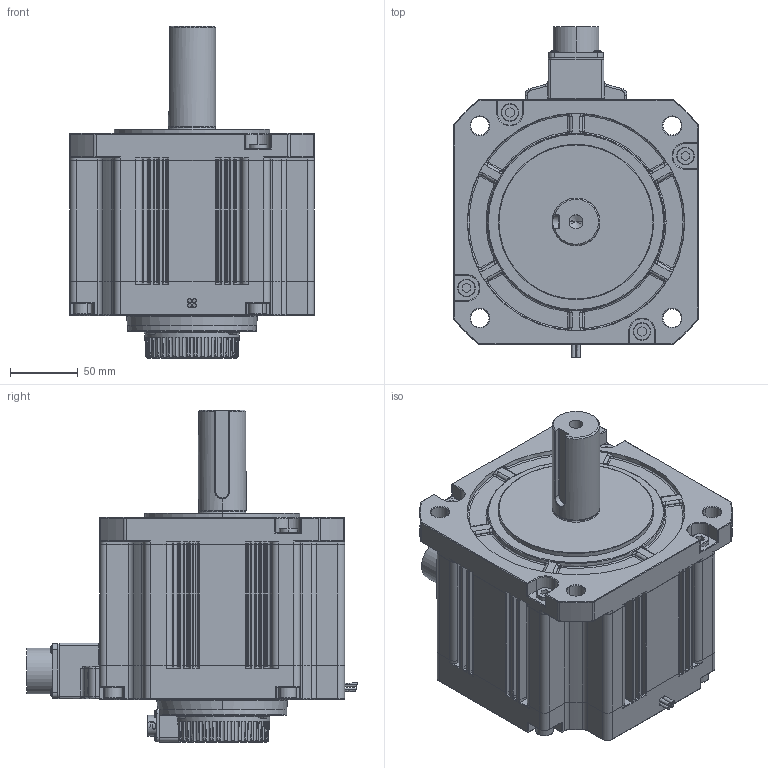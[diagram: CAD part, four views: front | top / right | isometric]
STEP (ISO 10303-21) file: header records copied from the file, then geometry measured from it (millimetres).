
FILE_DESCRIPTION (( 'STEP AP203' ), '1' );
FILE_NAME ('SV-X2MG290A-N4LA.STEP', '2021-10-12T09:21:10', ( 'China' ), ( 'Microsoft' ), 'SwSTEP 2.0', 'SolidWorks 2016', '' );
FILE_SCHEMA (( 'CONFIG_CONTROL_DESIGN' ));
Products named in the file (1): SV-X2MG290A-N4LA
Bounding box: 180 x 243.32 x 244.2 mm (x, y, z)
Volume: 4079059 mm3; surface area: 220409.4 mm2
Topology: 1 solids, 14 shells, 2546 faces, 6583 edges, 4083 vertices
Faces by surface type: cylinder 1089, plane 822, bspline 236, cone 204, torus 134, sphere 61
Entity records: 104674 total; most frequent: CARTESIAN_POINT 45379, ORIENTED_EDGE 12988, DIRECTION 11811, EDGE_CURVE 6494, AXIS2_PLACEMENT_3D 4487, VERTEX_POINT 4055, LINE 2837, VECTOR 2837
